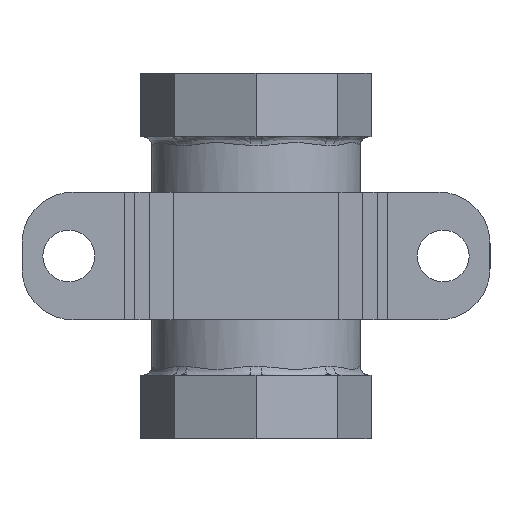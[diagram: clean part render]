
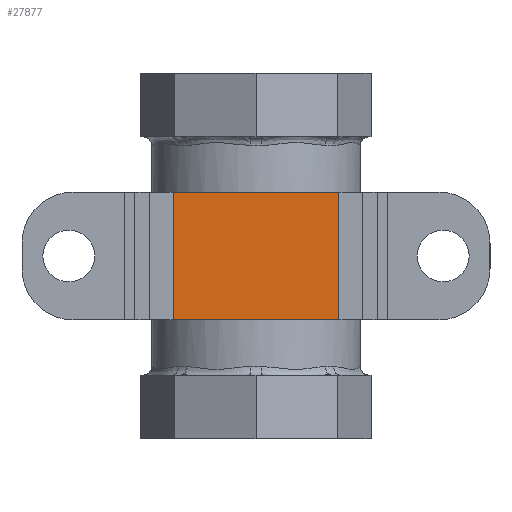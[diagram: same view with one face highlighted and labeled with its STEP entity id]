
A CAD part, front view. The second image highlights one B-rep face of the part: STEP entity #27877.
In plain terms, the highlighted face is planar.
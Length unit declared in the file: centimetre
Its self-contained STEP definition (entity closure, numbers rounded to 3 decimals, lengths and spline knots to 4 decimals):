
#90 = CARTESIAN_POINT ( 'NONE',  ( -1.95, 3.005, -1.5 ) ) ;
#157 = CARTESIAN_POINT ( 'NONE',  ( -1.95, 3.005, 1.5 ) ) ;
#2119 = VERTEX_POINT ( 'NONE', #5460 ) ;
#2690 = VERTEX_POINT ( 'NONE', #157 ) ;
#3023 = VECTOR ( 'NONE', #25380, 100. ) ;
#3591 = DIRECTION ( 'NONE',  ( 0., 0., 1. ) ) ;
#3799 = EDGE_CURVE ( 'NONE', #2690, #28955, #30413, .T. ) ;
#4617 = CARTESIAN_POINT ( 'NONE',  ( 1.95, 3.005, 1.5 ) ) ;
#4993 = VERTEX_POINT ( 'NONE', #19085 ) ;
#5460 = CARTESIAN_POINT ( 'NONE',  ( 1.95, 3.005, 1.5 ) ) ;
#6064 = LINE ( 'NONE', #15711, #3023 ) ;
#6116 = FACE_OUTER_BOUND ( 'NONE', #30162, .T. ) ;
#6227 = VECTOR ( 'NONE', #21867, 100. ) ;
#6886 = ORIENTED_EDGE ( 'NONE', *, *, #17935, .T. ) ;
#7664 = VECTOR ( 'NONE', #19536, 100. ) ;
#12200 = AXIS2_PLACEMENT_3D ( 'NONE', #12932, #25276, #3591 ) ;
#12932 = CARTESIAN_POINT ( 'NONE',  ( -1.65, 3.005, 1.5 ) ) ;
#13106 = VECTOR ( 'NONE', #16121, 100. ) ;
#15126 = ORIENTED_EDGE ( 'NONE', *, *, #21108, .T. ) ;
#15295 = PLANE ( 'NONE',  #12200 ) ;
#15711 = CARTESIAN_POINT ( 'NONE',  ( -1.65, 3.005, 1.5 ) ) ;
#15823 = CARTESIAN_POINT ( 'NONE',  ( -1.95, 3.005, 1.5 ) ) ;
#16121 = DIRECTION ( 'NONE',  ( 0., 0., -1. ) ) ;
#16611 = ORIENTED_EDGE ( 'NONE', *, *, #3799, .F. ) ;
#17935 = EDGE_CURVE ( 'NONE', #2690, #2119, #6064, .T. ) ;
#18296 = LINE ( 'NONE', #21619, #7664 ) ;
#19085 = CARTESIAN_POINT ( 'NONE',  ( 1.95, 3.005, -1.5 ) ) ;
#19536 = DIRECTION ( 'NONE',  ( 1., 0., 0. ) ) ;
#21108 = EDGE_CURVE ( 'NONE', #2119, #4993, #24224, .T. ) ;
#21619 = CARTESIAN_POINT ( 'NONE',  ( -1.65, 3.005, -1.5 ) ) ;
#21867 = DIRECTION ( 'NONE',  ( 0., 0., -1. ) ) ;
#24224 = LINE ( 'NONE', #4617, #6227 ) ;
#25276 = DIRECTION ( 'NONE',  ( 0., 1., 0. ) ) ;
#25380 = DIRECTION ( 'NONE',  ( 1., 0., 0. ) ) ;
#27877 = ADVANCED_FACE ( 'NONE', ( #6116 ), #15295, .T. ) ;
#28141 = EDGE_CURVE ( 'NONE', #28955, #4993, #18296, .T. ) ;
#28955 = VERTEX_POINT ( 'NONE', #90 ) ;
#30162 = EDGE_LOOP ( 'NONE', ( #30319, #16611, #6886, #15126 ) ) ;
#30319 = ORIENTED_EDGE ( 'NONE', *, *, #28141, .F. ) ;
#30413 = LINE ( 'NONE', #15823, #13106 ) ;
